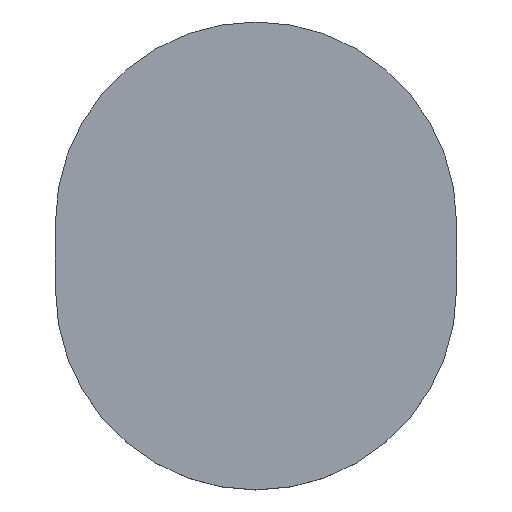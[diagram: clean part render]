
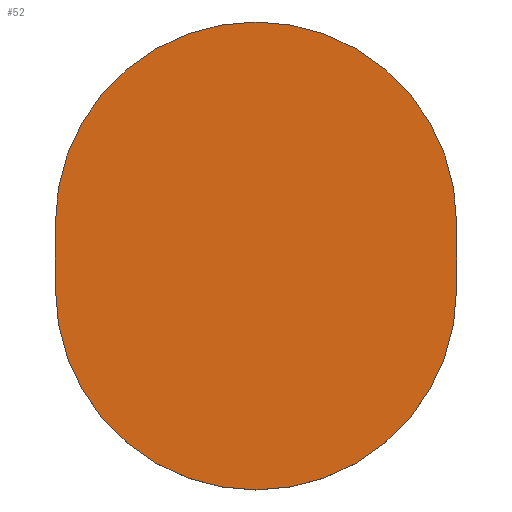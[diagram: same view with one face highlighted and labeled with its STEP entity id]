
A CAD part, top view. The second image highlights one B-rep face of the part: STEP entity #52.
In plain terms, the highlighted planar face has unit normal (0, 0, 1).
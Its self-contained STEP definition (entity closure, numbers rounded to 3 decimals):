
#52=ADVANCED_FACE('',(#82),#84,.T.);
#82=FACE_BOUND('',#83,.T.);
#83=EDGE_LOOP('',(#112,#113,#114,#115));
#84=PLANE('',#85);
#85=AXIS2_PLACEMENT_3D('',#86,#87,#88);
#86=CARTESIAN_POINT('',(0.,0.,1.));
#87=DIRECTION('',(0.,0.,1.));
#88=DIRECTION('',(-1.,0.,0.));
#112=ORIENTED_EDGE('',*,*,#122,.T.);
#113=ORIENTED_EDGE('',*,*,#126,.T.);
#114=ORIENTED_EDGE('',*,*,#129,.T.);
#115=ORIENTED_EDGE('',*,*,#131,.T.);
#122=EDGE_CURVE('',#137,#135,#138,.T.);
#126=EDGE_CURVE('',#135,#142,#144,.T.);
#129=EDGE_CURVE('',#142,#147,#149,.T.);
#131=EDGE_CURVE('',#147,#137,#151,.T.);
#135=VERTEX_POINT('',#158);
#137=VERTEX_POINT('',#162);
#138=CIRCLE('',#163,6.);
#142=VERTEX_POINT('',#174);
#144=LINE('',#178,#179);
#147=VERTEX_POINT('',#186);
#149=CIRCLE('',#190,6.);
#151=LINE('',#197,#198);
#158=CARTESIAN_POINT('',(6.,-1.,1.));
#162=CARTESIAN_POINT('',(-6.,-1.,1.));
#163=AXIS2_PLACEMENT_3D('',#164,#165,#166);
#164=CARTESIAN_POINT('',(0.,-1.,1.));
#165=DIRECTION('',(0.,0.,1.));
#166=DIRECTION('',(-1.,0.,0.));
#174=CARTESIAN_POINT('',(6.,1.,1.));
#178=CARTESIAN_POINT('',(6.,-1.,1.));
#179=VECTOR('',#180,1.);
#180=DIRECTION('',(0.,1.,0.));
#186=CARTESIAN_POINT('',(-6.,1.,1.));
#190=AXIS2_PLACEMENT_3D('',#191,#192,#193);
#191=CARTESIAN_POINT('',(0.,1.,1.));
#192=DIRECTION('',(0.,0.,1.));
#193=DIRECTION('',(1.,0.,0.));
#197=CARTESIAN_POINT('',(-6.,1.,1.));
#198=VECTOR('',#199,1.);
#199=DIRECTION('',(0.,-1.,0.));
